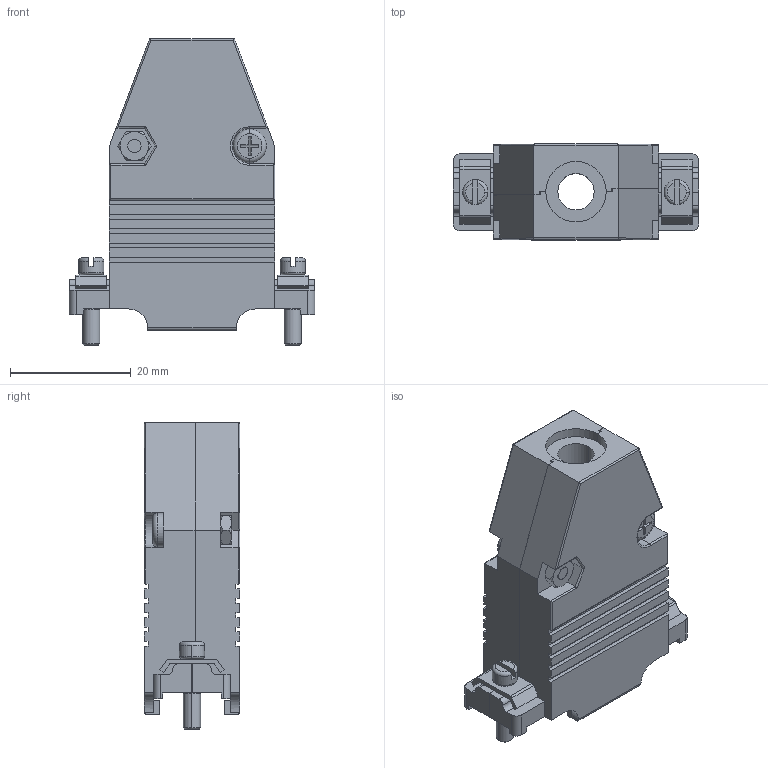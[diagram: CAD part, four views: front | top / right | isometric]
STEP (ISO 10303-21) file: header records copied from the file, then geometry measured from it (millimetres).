
FILE_DESCRIPTION (( 'STEP AP214' ), '1' );
FILE_NAME ('FM1030_3D.step', '2023-10-04T16:30:43', ( '' ), ( '' ), 'SwSTEP 2.0', 'SolidWorks 2022', '' );
FILE_SCHEMA (( 'AUTOMOTIVE_DESIGN' ));
Length unit declared in the file: inch
Products named in the file (7): Copy of 3AA01-009^FM1030_3AA01-009-437; FM1030_3D; Copy of 3AA01-003^FM1030_3AA01-003-437; Copy of 3AA10-001^FM1030; Copy of SDC15AG^FM1030; Copy of 3AA02-005^FM1030; Copy of GROM-9&15-MA2^FM1030_SDC15G-2
Assembly tree (11 placements, depth 2):
  FM1030_3D
    Copy of SDC15AG^FM1030  x2
    Copy of 3AA10-001^FM1030  x2
    Copy of 3AA01-009^FM1030_3AA01-009-437  x2
    Copy of 3AA02-005^FM1030  x2
    Copy of 3AA01-003^FM1030_3AA01-003-437  x2
    Copy of GROM-9&15-MA2^FM1030_SDC15G-2
Bounding box: 40.6 x 15.8 x 50.77 mm (x, y, z)
Volume: 8562 mm3; surface area: 11063 mm2
Topology: 11 solids, 11 shells, 455 faces, 1186 edges, 760 vertices
Faces by surface type: plane 262, cylinder 127, cone 50, torus 16
Entity records: 7541 total; most frequent: CARTESIAN_POINT 1453, ORIENTED_EDGE 1204, DIRECTION 1201, EDGE_CURVE 602, AXIS2_PLACEMENT_3D 402, VECTOR 397, LINE 397, VERTEX_POINT 386
